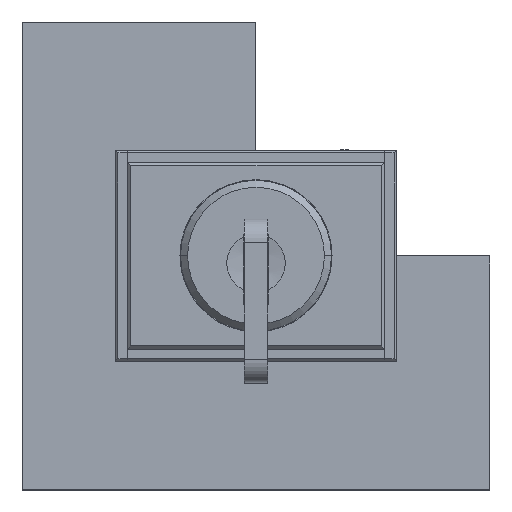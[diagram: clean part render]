
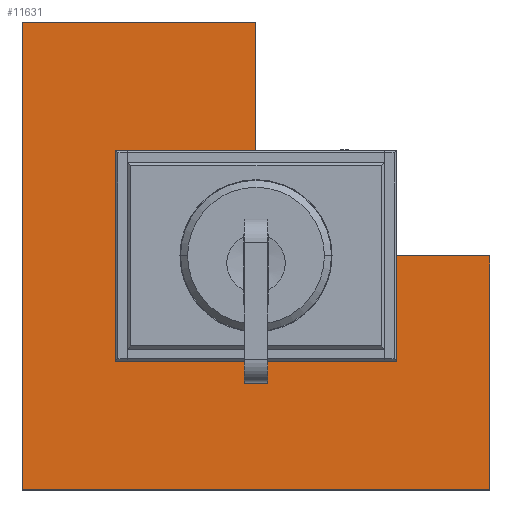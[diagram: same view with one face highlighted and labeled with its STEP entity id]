
A CAD part, top view. The second image highlights one B-rep face of the part: STEP entity #11631.
In plain terms, the highlighted planar face has unit normal (0, 0, 1).
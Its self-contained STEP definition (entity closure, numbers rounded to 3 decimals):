
#326 = CARTESIAN_POINT ( 'NONE',  ( 0., 0., -0.2 ) ) ;
#1202 = DIRECTION ( 'NONE',  ( -1., 0., 0. ) ) ;
#1879 = ORIENTED_EDGE ( 'NONE', *, *, #21639, .T. ) ;
#2598 = DIRECTION ( 'NONE',  ( 0., 0., -1. ) ) ;
#2810 = DIRECTION ( 'NONE',  ( 1., 0., 0. ) ) ;
#2989 = EDGE_CURVE ( 'NONE', #11718, #16207, #25966, .T. ) ;
#3118 = VECTOR ( 'NONE', #37069, 1000. ) ;
#3627 = DIRECTION ( 'NONE',  ( 1., 0., 0. ) ) ;
#3993 = LINE ( 'NONE', #40697, #38125 ) ;
#3997 = EDGE_CURVE ( 'NONE', #5760, #27218, #20727, .T. ) ;
#4865 = ORIENTED_EDGE ( 'NONE', *, *, #25573, .T. ) ;
#5416 = VERTEX_POINT ( 'NONE', #13403 ) ;
#5760 = VERTEX_POINT ( 'NONE', #41248 ) ;
#5882 = CARTESIAN_POINT ( 'NONE',  ( -7.955, -0.85, -0.2 ) ) ;
#7081 = AXIS2_PLACEMENT_3D ( 'NONE', #22389, #2598, #25717 ) ;
#7253 = VECTOR ( 'NONE', #22722, 1000. ) ;
#7457 = DIRECTION ( 'NONE',  ( 1., 0., 0. ) ) ;
#7493 = VECTOR ( 'NONE', #32562, 1000. ) ;
#7798 = CIRCLE ( 'NONE', #11514, 8. ) ;
#8307 = LINE ( 'NONE', #39187, #7253 ) ;
#8880 = CIRCLE ( 'NONE', #22921, 8. ) ;
#8900 = CARTESIAN_POINT ( 'NONE',  ( -7., 0.85, -0.2 ) ) ;
#9101 = PLANE ( 'NONE',  #7081 ) ;
#9207 = ORIENTED_EDGE ( 'NONE', *, *, #24126, .T. ) ;
#9461 = DIRECTION ( 'NONE',  ( 0., 1., 0. ) ) ;
#10782 = ORIENTED_EDGE ( 'NONE', *, *, #11452, .T. ) ;
#10890 = VERTEX_POINT ( 'NONE', #36222 ) ;
#11177 = DIRECTION ( 'NONE',  ( -1., 0., 0. ) ) ;
#11414 = LINE ( 'NONE', #30818, #29006 ) ;
#11452 = EDGE_CURVE ( 'NONE', #40834, #5416, #21598, .T. ) ;
#11514 = AXIS2_PLACEMENT_3D ( 'NONE', #17281, #40444, #20625 ) ;
#11631 = ADVANCED_FACE ( 'NONE', ( #27268 ), #9101, .F. ) ;
#11718 = VERTEX_POINT ( 'NONE', #29363 ) ;
#12127 = EDGE_CURVE ( 'NONE', #10890, #11718, #42684, .T. ) ;
#13167 = CARTESIAN_POINT ( 'NONE',  ( 0., 0., -0.2 ) ) ;
#13403 = CARTESIAN_POINT ( 'NONE',  ( -7.955, 0.85, -0.2 ) ) ;
#13473 = EDGE_CURVE ( 'NONE', #13620, #38469, #8307, .T. ) ;
#13620 = VERTEX_POINT ( 'NONE', #20552 ) ;
#13975 = CARTESIAN_POINT ( 'NONE',  ( -20., 20., -0.2 ) ) ;
#14549 = CARTESIAN_POINT ( 'NONE',  ( 8., 0., -0.2 ) ) ;
#15616 = CARTESIAN_POINT ( 'NONE',  ( 0., 20., -0.2 ) ) ;
#16207 = VERTEX_POINT ( 'NONE', #14549 ) ;
#16448 = DIRECTION ( 'NONE',  ( 1., 0., 0. ) ) ;
#16524 = ORIENTED_EDGE ( 'NONE', *, *, #2989, .T. ) ;
#17281 = CARTESIAN_POINT ( 'NONE',  ( 0., 0., -0.2 ) ) ;
#17799 = VERTEX_POINT ( 'NONE', #30353 ) ;
#18940 = DIRECTION ( 'NONE',  ( -1., 0., 0. ) ) ;
#19788 = EDGE_CURVE ( 'NONE', #17799, #35557, #22664, .T. ) ;
#20552 = CARTESIAN_POINT ( 'NONE',  ( 0., 8., -0.2 ) ) ;
#20565 = VECTOR ( 'NONE', #11177, 1000. ) ;
#20625 = DIRECTION ( 'NONE',  ( 1., 0., 0. ) ) ;
#20727 = LINE ( 'NONE', #13975, #3118 ) ;
#20748 = VECTOR ( 'NONE', #9461, 1000. ) ;
#21291 = EDGE_CURVE ( 'NONE', #5416, #13620, #7798, .T. ) ;
#21598 = LINE ( 'NONE', #24427, #20565 ) ;
#21639 = EDGE_CURVE ( 'NONE', #25627, #40834, #29545, .T. ) ;
#22389 = CARTESIAN_POINT ( 'NONE',  ( 0., 0., -0.2 ) ) ;
#22574 = ORIENTED_EDGE ( 'NONE', *, *, #21291, .T. ) ;
#22664 = CIRCLE ( 'NONE', #25811, 8. ) ;
#22722 = DIRECTION ( 'NONE',  ( 0., 1., 0. ) ) ;
#22921 = AXIS2_PLACEMENT_3D ( 'NONE', #13167, #36274, #16448 ) ;
#23135 = LINE ( 'NONE', #25792, #39677 ) ;
#23265 = CARTESIAN_POINT ( 'NONE',  ( -7., -0.85, -0.2 ) ) ;
#23453 = DIRECTION ( 'NONE',  ( 0., 0., -1. ) ) ;
#23908 = CARTESIAN_POINT ( 'NONE',  ( -20., -20., -0.2 ) ) ;
#24126 = EDGE_CURVE ( 'NONE', #27218, #10890, #11414, .T. ) ;
#24427 = CARTESIAN_POINT ( 'NONE',  ( -7., 0.85, -0.2 ) ) ;
#25573 = EDGE_CURVE ( 'NONE', #16207, #17799, #8880, .T. ) ;
#25627 = VERTEX_POINT ( 'NONE', #23265 ) ;
#25717 = DIRECTION ( 'NONE',  ( 0., 1., 0. ) ) ;
#25792 = CARTESIAN_POINT ( 'NONE',  ( -7., -0.85, -0.2 ) ) ;
#25811 = AXIS2_PLACEMENT_3D ( 'NONE', #326, #23453, #3627 ) ;
#25966 = LINE ( 'NONE', #38720, #42481 ) ;
#26516 = ORIENTED_EDGE ( 'NONE', *, *, #19788, .T. ) ;
#27218 = VERTEX_POINT ( 'NONE', #23908 ) ;
#27268 = FACE_OUTER_BOUND ( 'NONE', #30902, .T. ) ;
#29006 = VECTOR ( 'NONE', #7457, 1000. ) ;
#29363 = CARTESIAN_POINT ( 'NONE',  ( 20., 0., -0.2 ) ) ;
#29545 = LINE ( 'NONE', #38940, #20748 ) ;
#30353 = CARTESIAN_POINT ( 'NONE',  ( 0., -8., -0.2 ) ) ;
#30818 = CARTESIAN_POINT ( 'NONE',  ( -20., -20., -0.2 ) ) ;
#30902 = EDGE_LOOP ( 'NONE', ( #4865, #26516, #38764, #1879, #10782, #22574, #39312, #36454, #32752, #9207, #41216, #16524 ) ) ;
#32552 = EDGE_CURVE ( 'NONE', #38469, #5760, #3993, .T. ) ;
#32562 = DIRECTION ( 'NONE',  ( 0., 1., 0. ) ) ;
#32752 = ORIENTED_EDGE ( 'NONE', *, *, #3997, .T. ) ;
#35557 = VERTEX_POINT ( 'NONE', #5882 ) ;
#36222 = CARTESIAN_POINT ( 'NONE',  ( 20., -20., -0.2 ) ) ;
#36268 = EDGE_CURVE ( 'NONE', #35557, #25627, #23135, .T. ) ;
#36274 = DIRECTION ( 'NONE',  ( 0., 0., -1. ) ) ;
#36454 = ORIENTED_EDGE ( 'NONE', *, *, #32552, .T. ) ;
#37069 = DIRECTION ( 'NONE',  ( 0., -1., 0. ) ) ;
#38125 = VECTOR ( 'NONE', #1202, 1000. ) ;
#38469 = VERTEX_POINT ( 'NONE', #15616 ) ;
#38720 = CARTESIAN_POINT ( 'NONE',  ( 8., 0., -0.2 ) ) ;
#38764 = ORIENTED_EDGE ( 'NONE', *, *, #36268, .T. ) ;
#38940 = CARTESIAN_POINT ( 'NONE',  ( -7., -0.85, -0.2 ) ) ;
#39187 = CARTESIAN_POINT ( 'NONE',  ( 0., 8., -0.2 ) ) ;
#39312 = ORIENTED_EDGE ( 'NONE', *, *, #13473, .T. ) ;
#39677 = VECTOR ( 'NONE', #2810, 1000. ) ;
#40444 = DIRECTION ( 'NONE',  ( 0., 0., -1. ) ) ;
#40697 = CARTESIAN_POINT ( 'NONE',  ( 0., 20., -0.2 ) ) ;
#40834 = VERTEX_POINT ( 'NONE', #8900 ) ;
#41216 = ORIENTED_EDGE ( 'NONE', *, *, #12127, .T. ) ;
#41248 = CARTESIAN_POINT ( 'NONE',  ( -20., 20., -0.2 ) ) ;
#42344 = CARTESIAN_POINT ( 'NONE',  ( 20., 0., -0.2 ) ) ;
#42481 = VECTOR ( 'NONE', #18940, 1000. ) ;
#42684 = LINE ( 'NONE', #42344, #7493 ) ;
